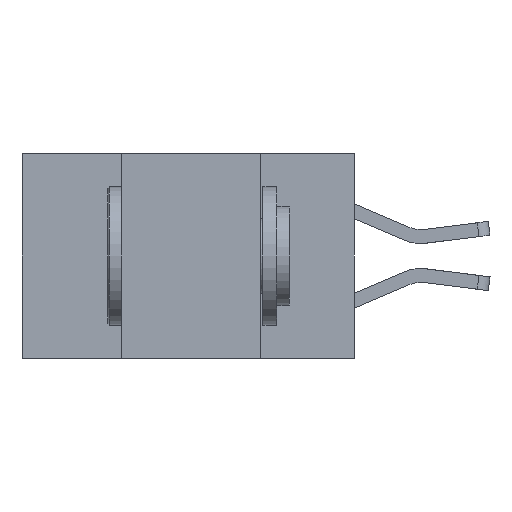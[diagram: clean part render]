
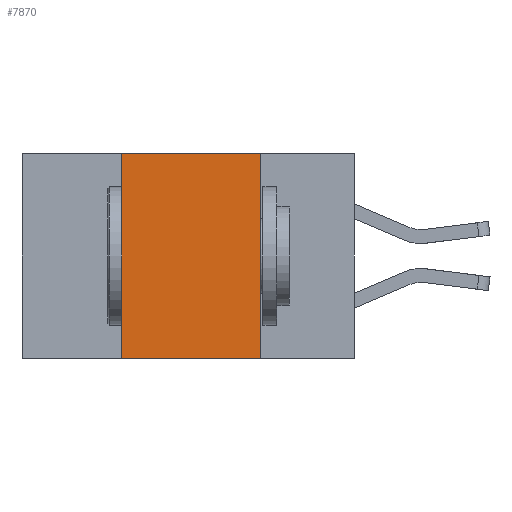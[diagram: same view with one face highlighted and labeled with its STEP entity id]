
A CAD part, left-side view. The second image highlights one B-rep face of the part: STEP entity #7870.
In plain terms, the highlighted planar face has unit normal (-1, 0, 0).
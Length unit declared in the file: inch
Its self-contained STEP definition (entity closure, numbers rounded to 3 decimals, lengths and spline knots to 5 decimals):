
#114 = LINE ( 'NONE', #8987, #6694 ) ;
#250 = EDGE_CURVE ( 'NONE', #3799, #6631, #10481, .T. ) ;
#337 = ORIENTED_EDGE ( 'NONE', *, *, #5492, .F. ) ;
#397 = DIRECTION ( 'NONE',  ( 0., -1., 0. ) ) ;
#800 = AXIS2_PLACEMENT_3D ( 'NONE', #2323, #8344, #3206 ) ;
#2038 = ORIENTED_EDGE ( 'NONE', *, *, #250, .F. ) ;
#2118 = LINE ( 'NONE', #6136, #4953 ) ;
#2285 = VECTOR ( 'NONE', #3855, 39.37008 ) ;
#2323 = CARTESIAN_POINT ( 'NONE',  ( 0., 0.6, 0. ) ) ;
#2362 = PLANE ( 'NONE',  #800 ) ;
#2469 = FACE_OUTER_BOUND ( 'NONE', #3184, .T. ) ;
#2676 = CARTESIAN_POINT ( 'NONE',  ( 0., 0.42, -0.37 ) ) ;
#2897 = EDGE_CURVE ( 'NONE', #7780, #6631, #114, .T. ) ;
#2968 = VECTOR ( 'NONE', #7673, 39.37008 ) ;
#3184 = EDGE_LOOP ( 'NONE', ( #2038, #337, #5083, #7668 ) ) ;
#3206 = DIRECTION ( 'NONE',  ( 0., 0., -1. ) ) ;
#3353 = CARTESIAN_POINT ( 'NONE',  ( 0., 0.42, 0. ) ) ;
#3799 = VERTEX_POINT ( 'NONE', #8416 ) ;
#3855 = DIRECTION ( 'NONE',  ( 0., 0., -1. ) ) ;
#4050 = LINE ( 'NONE', #4289, #2968 ) ;
#4289 = CARTESIAN_POINT ( 'NONE',  ( 0., 0.42, 0. ) ) ;
#4953 = VECTOR ( 'NONE', #7844, 39.37008 ) ;
#5083 = ORIENTED_EDGE ( 'NONE', *, *, #9408, .F. ) ;
#5492 = EDGE_CURVE ( 'NONE', #9362, #3799, #2118, .T. ) ;
#5518 = CARTESIAN_POINT ( 'NONE',  ( 0., 0.17, 0. ) ) ;
#6136 = CARTESIAN_POINT ( 'NONE',  ( 0., 0.6, 0. ) ) ;
#6631 = VERTEX_POINT ( 'NONE', #8352 ) ;
#6694 = VECTOR ( 'NONE', #397, 39.37008 ) ;
#7668 = ORIENTED_EDGE ( 'NONE', *, *, #2897, .T. ) ;
#7673 = DIRECTION ( 'NONE',  ( 0., 0., 1. ) ) ;
#7780 = VERTEX_POINT ( 'NONE', #2676 ) ;
#7844 = DIRECTION ( 'NONE',  ( 0., -1., 0. ) ) ;
#7870 = ADVANCED_FACE ( 'NONE', ( #2469 ), #2362, .F. ) ;
#8344 = DIRECTION ( 'NONE',  ( 1., 0., 0. ) ) ;
#8352 = CARTESIAN_POINT ( 'NONE',  ( 0., 0.17, -0.37 ) ) ;
#8416 = CARTESIAN_POINT ( 'NONE',  ( 0., 0.17, 0. ) ) ;
#8987 = CARTESIAN_POINT ( 'NONE',  ( 0., 0.6, -0.37 ) ) ;
#9362 = VERTEX_POINT ( 'NONE', #3353 ) ;
#9408 = EDGE_CURVE ( 'NONE', #7780, #9362, #4050, .T. ) ;
#10481 = LINE ( 'NONE', #5518, #2285 ) ;
